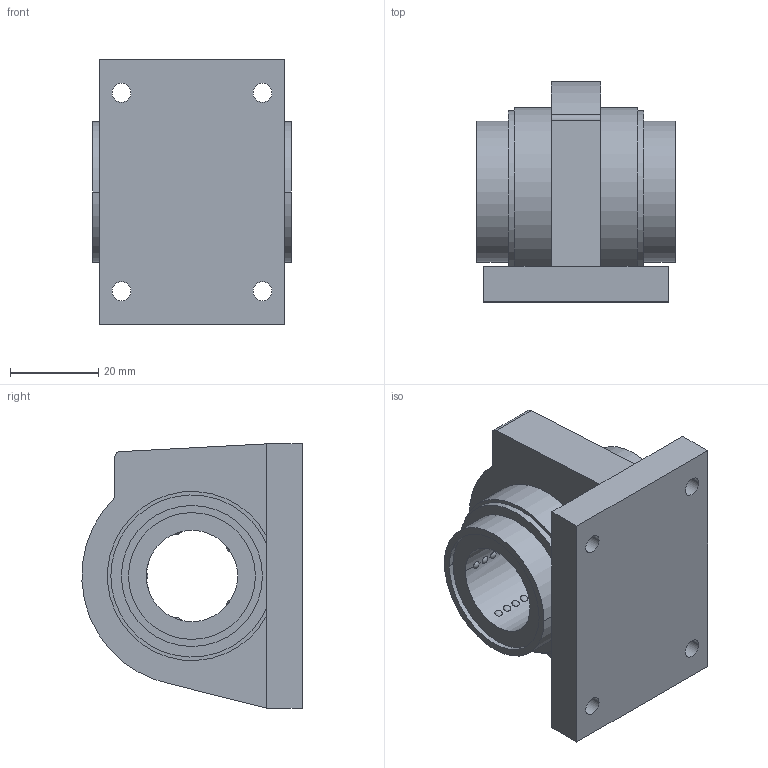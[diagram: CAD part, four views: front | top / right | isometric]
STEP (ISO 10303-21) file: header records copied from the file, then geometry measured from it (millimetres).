
FILE_DESCRIPTION((''),'2;1');
FILE_NAME('','2007-10-24T',(''),(''),'PRO/ENGINEER BY PARAMETRIC TECHNOLOGY CORPORATION, 2004280','PRO/ENGINEER BY PARAMETRIC TECHNOLOGY CORPORATION, 2004280','');
FILE_SCHEMA(('CONFIG_CONTROL_DESIGN'));
Length unit declared in the file: millimetre
Bounding box: 45 x 49.97 x 60 mm (x, y, z)
Volume: 60286.7 mm3; surface area: 17221.4 mm2
Topology: 1 solids, 1 shells, 114 faces, 264 edges, 212 vertices
Faces by surface type: sphere 70, cylinder 24, plane 20
Entity records: 7842 total; most frequent: CARTESIAN_POINT 5294, ORIENTED_EDGE 528, DIRECTION 400, EDGE_CURVE 264, VERTEX_POINT 212, EDGE_LOOP 184, AXIS2_PLACEMENT_3D 162, B_SPLINE_CURVE_WITH_KNOTS 140
